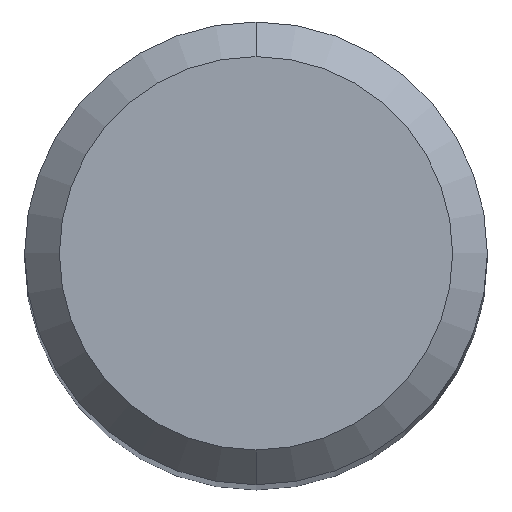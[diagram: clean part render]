
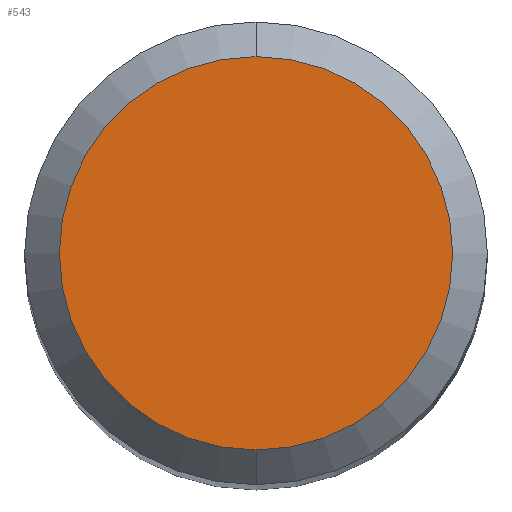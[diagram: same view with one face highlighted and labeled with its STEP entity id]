
A CAD part, top view. The second image highlights one B-rep face of the part: STEP entity #543.
In plain terms, the highlighted planar face has unit normal (0, 0, 1).
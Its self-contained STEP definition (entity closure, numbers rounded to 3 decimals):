
#543=ADVANCED_FACE('',(#1379),#1380,.T.);
#773=VERTEX_POINT('',#1632);
#811=VERTEX_POINT('',#1672);
#1073=EDGE_CURVE('',#811,#773,#1960,.T.);
#1233=EDGE_CURVE('',#773,#811,#2131,.T.);
#1379=FACE_OUTER_BOUND('',#2601,.T.);
#1380=PLANE('',#2602);
#1632=CARTESIAN_POINT('',(0.,-1.7,0.0));
#1672=CARTESIAN_POINT('',(0.0,1.7,0.0));
#1960=CIRCLE('',#5186,1.7);
#2131=CIRCLE('',#5820,1.7);
#2601=EDGE_LOOP('',(#5950,#5951));
#2602=AXIS2_PLACEMENT_3D('',#5952,#5953,#5954);
#5186=AXIS2_PLACEMENT_3D('',#6607,#6608,#6609);
#5820=AXIS2_PLACEMENT_3D('',#6760,#6761,#6762);
#5950=ORIENTED_EDGE('',*,*,#1073,.F.);
#5951=ORIENTED_EDGE('',*,*,#1233,.F.);
#5952=CARTESIAN_POINT('',(0.0,0.85,0.0));
#5953=DIRECTION('',(-0.0,0.0,1.0));
#5954=DIRECTION('',(0.0,-1.0,0.0));
#6607=CARTESIAN_POINT('',(0.0,0.0,0.0));
#6608=DIRECTION('',(0.0,0.0,-1.0));
#6609=DIRECTION('',(0.0,1.0,0.0));
#6760=CARTESIAN_POINT('',(0.0,0.0,0.0));
#6761=DIRECTION('',(0.0,0.0,-1.0));
#6762=DIRECTION('',(0.0,1.0,0.0));
